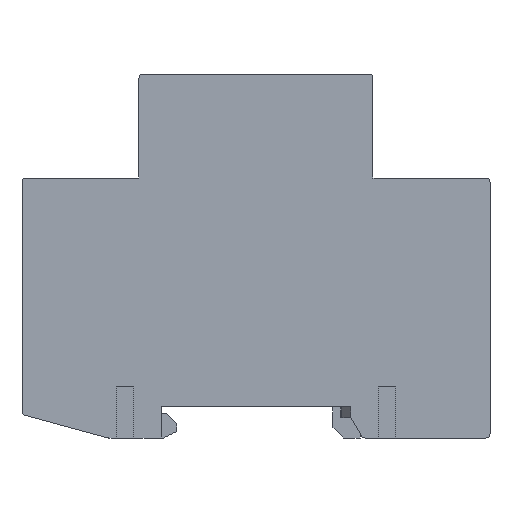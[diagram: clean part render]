
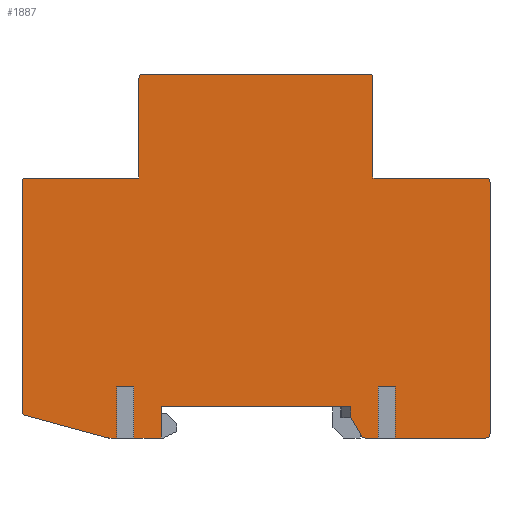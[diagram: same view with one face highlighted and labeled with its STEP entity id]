
A CAD part, left-side view. The second image highlights one B-rep face of the part: STEP entity #1887.
In plain terms, the highlighted planar face has unit normal (-1, 0, 0).
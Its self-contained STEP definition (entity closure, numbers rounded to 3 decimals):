
#1519=CIRCLE('',#6318,0.8);
#1521=CIRCLE('',#6323,0.8);
#1523=CIRCLE('',#6327,0.8);
#1525=CIRCLE('',#6331,0.8);
#1528=CIRCLE('',#6377,0.8);
#1529=CIRCLE('',#6379,0.8);
#1530=CIRCLE('',#6380,0.8);
#1531=CIRCLE('',#6381,0.8);
#1658=FACE_OUTER_BOUND('',#2372,.T.);
#1887=ADVANCED_FACE('39',(#1658),#2119,.T.);
#2119=PLANE('',#6382);
#2372=EDGE_LOOP('',(#3012,#3013,#3014,#3015,#3016,#3017,#3018,#3019,#3020,
#3021,#3022,#3023,#3024,#3025,#3026,#3027,#3028,#3029,#3030,#3031,#3032,
#3033,#3034,#3035,#3036,#3037,#3038,#3039,#3040,#3041));
#3012=ORIENTED_EDGE('',*,*,#4261,.T.);
#3013=ORIENTED_EDGE('',*,*,#4423,.T.);
#3014=ORIENTED_EDGE('',*,*,#4427,.T.);
#3015=ORIENTED_EDGE('',*,*,#4428,.T.);
#3016=ORIENTED_EDGE('',*,*,#4432,.T.);
#3017=ORIENTED_EDGE('',*,*,#4435,.T.);
#3018=ORIENTED_EDGE('',*,*,#4438,.T.);
#3019=ORIENTED_EDGE('',*,*,#4440,.T.);
#3020=ORIENTED_EDGE('',*,*,#4443,.F.);
#3021=ORIENTED_EDGE('',*,*,#4450,.T.);
#3022=ORIENTED_EDGE('',*,*,#4407,.T.);
#3023=ORIENTED_EDGE('',*,*,#4457,.T.);
#3024=ORIENTED_EDGE('',*,*,#4401,.F.);
#3025=ORIENTED_EDGE('',*,*,#4449,.T.);
#3026=ORIENTED_EDGE('',*,*,#4395,.T.);
#3027=ORIENTED_EDGE('',*,*,#4571,.T.);
#3028=ORIENTED_EDGE('',*,*,#4572,.T.);
#3029=ORIENTED_EDGE('',*,*,#4573,.T.);
#3030=ORIENTED_EDGE('',*,*,#4574,.T.);
#3031=ORIENTED_EDGE('',*,*,#4575,.T.);
#3032=ORIENTED_EDGE('',*,*,#4462,.T.);
#3033=ORIENTED_EDGE('',*,*,#4456,.T.);
#3034=ORIENTED_EDGE('',*,*,#4466,.F.);
#3035=ORIENTED_EDGE('',*,*,#4576,.T.);
#3036=ORIENTED_EDGE('',*,*,#4569,.T.);
#3037=ORIENTED_EDGE('',*,*,#4577,.T.);
#3038=ORIENTED_EDGE('',*,*,#4578,.T.);
#3039=ORIENTED_EDGE('',*,*,#4579,.T.);
#3040=ORIENTED_EDGE('',*,*,#4580,.T.);
#3041=ORIENTED_EDGE('',*,*,#4581,.T.);
#3833=VERTEX_POINT('',#7910);
#3834=VERTEX_POINT('',#7912);
#3950=VERTEX_POINT('',#8427);
#3951=VERTEX_POINT('',#8429);
#3953=VERTEX_POINT('',#8435);
#3955=VERTEX_POINT('',#8439);
#3958=VERTEX_POINT('',#8449);
#3959=VERTEX_POINT('',#8451);
#3968=VERTEX_POINT('',#8484);
#3971=VERTEX_POINT('',#8492);
#3972=VERTEX_POINT('',#8496);
#3974=VERTEX_POINT('',#8502);
#3976=VERTEX_POINT('',#8508);
#3978=VERTEX_POINT('',#8514);
#3980=VERTEX_POINT('',#8520);
#3982=VERTEX_POINT('',#8526);
#3986=VERTEX_POINT('',#8543);
#3989=VERTEX_POINT('',#8548);
#3990=VERTEX_POINT('',#8558);
#3993=VERTEX_POINT('',#8568);
#4065=VERTEX_POINT('',#8777);
#4066=VERTEX_POINT('',#8779);
#4067=VERTEX_POINT('',#8783);
#4068=VERTEX_POINT('',#8785);
#4069=VERTEX_POINT('',#8787);
#4070=VERTEX_POINT('',#8789);
#4071=VERTEX_POINT('',#8793);
#4072=VERTEX_POINT('',#8795);
#4073=VERTEX_POINT('',#8797);
#4074=VERTEX_POINT('',#8799);
#4261=EDGE_CURVE('1436',#3834,#3833,#4905,.T.);
#4395=EDGE_CURVE('43',#3951,#3950,#4974,.T.);
#4401=EDGE_CURVE('628',#3955,#3953,#4980,.T.);
#4407=EDGE_CURVE('627',#3958,#3959,#4986,.T.);
#4423=EDGE_CURVE('1416',#3833,#3968,#1519,.T.);
#4427=EDGE_CURVE('1437',#3968,#3971,#5004,.T.);
#4428=EDGE_CURVE('1438',#3971,#3972,#5005,.T.);
#4432=EDGE_CURVE('1420',#3972,#3974,#1521,.T.);
#4435=EDGE_CURVE('1740',#3974,#3976,#5010,.T.);
#4438=EDGE_CURVE('1717',#3976,#3978,#1523,.T.);
#4440=EDGE_CURVE('1723',#3978,#3980,#5013,.T.);
#4443=EDGE_CURVE('1705',#3982,#3980,#1525,.T.);
#4449=EDGE_CURVE('648',#3955,#3951,#5020,.T.);
#4450=EDGE_CURVE('1736',#3982,#3958,#5021,.T.);
#4456=EDGE_CURVE('626',#3986,#3989,#5027,.T.);
#4457=EDGE_CURVE('625',#3959,#3953,#5028,.T.);
#4462=EDGE_CURVE('629',#3990,#3986,#5033,.T.);
#4466=EDGE_CURVE('630',#3993,#3989,#5037,.T.);
#4569=EDGE_CURVE('1709',#4066,#4065,#1528,.T.);
#4571=EDGE_CURVE('44',#3950,#4067,#5140,.T.);
#4572=EDGE_CURVE('45',#4067,#4068,#5141,.T.);
#4573=EDGE_CURVE('1724',#4068,#4069,#5142,.T.);
#4574=EDGE_CURVE('1695',#4069,#4070,#1529,.T.);
#4575=EDGE_CURVE('1737',#4070,#3990,#5143,.T.);
#4576=EDGE_CURVE('1738',#3993,#4066,#5144,.T.);
#4577=EDGE_CURVE('1433',#4065,#4071,#5145,.T.);
#4578=EDGE_CURVE('1424',#4071,#4072,#1530,.T.);
#4579=EDGE_CURVE('1434',#4072,#4073,#5146,.T.);
#4580=EDGE_CURVE('1435',#4073,#4074,#5147,.T.);
#4581=EDGE_CURVE('1412',#4074,#3834,#1531,.T.);
#4905=LINE('',#7911,#5367);
#4974=LINE('',#8428,#5436);
#4980=LINE('',#8440,#5442);
#4986=LINE('',#8452,#5448);
#5004=LINE('',#8493,#5466);
#5005=LINE('',#8495,#5467);
#5010=LINE('',#8510,#5472);
#5013=LINE('',#8519,#5475);
#5020=LINE('',#8535,#5482);
#5021=LINE('',#8536,#5483);
#5027=LINE('',#8549,#5489);
#5028=LINE('',#8551,#5490);
#5033=LINE('',#8561,#5495);
#5037=LINE('',#8569,#5499);
#5140=LINE('',#8782,#5602);
#5141=LINE('',#8784,#5603);
#5142=LINE('',#8786,#5604);
#5143=LINE('',#8790,#5605);
#5144=LINE('',#8791,#5606);
#5145=LINE('',#8792,#5607);
#5146=LINE('',#8796,#5608);
#5147=LINE('',#8798,#5609);
#5367=VECTOR('',#6591,1.);
#5436=VECTOR('',#6714,1.);
#5442=VECTOR('',#6722,1.);
#5448=VECTOR('',#6732,1.);
#5466=VECTOR('',#6772,1.);
#5467=VECTOR('',#6775,1.);
#5472=VECTOR('',#6788,1.);
#5475=VECTOR('',#6799,1.);
#5482=VECTOR('',#6814,1.);
#5483=VECTOR('',#6815,1.);
#5489=VECTOR('',#6825,1.);
#5490=VECTOR('',#6828,1.);
#5495=VECTOR('',#6839,1.);
#5499=VECTOR('',#6847,1.);
#5602=VECTOR('',#7024,1.);
#5603=VECTOR('',#7025,1.);
#5604=VECTOR('',#7026,1.);
#5605=VECTOR('',#7029,1.);
#5606=VECTOR('',#7030,1.);
#5607=VECTOR('',#7031,1.);
#5608=VECTOR('',#7034,1.);
#5609=VECTOR('',#7035,1.);
#6318=AXIS2_PLACEMENT_3D('',#8486,#6764,#6765);
#6323=AXIS2_PLACEMENT_3D('',#8504,#6781,#6782);
#6327=AXIS2_PLACEMENT_3D('',#8516,#6793,#6794);
#6331=AXIS2_PLACEMENT_3D('',#8525,#6804,#6805);
#6377=AXIS2_PLACEMENT_3D('',#8778,#7019,#7020);
#6379=AXIS2_PLACEMENT_3D('',#8788,#7027,#7028);
#6380=AXIS2_PLACEMENT_3D('',#8794,#7032,#7033);
#6381=AXIS2_PLACEMENT_3D('',#8800,#7036,#7037);
#6382=AXIS2_PLACEMENT_3D('',#8801,#7038,#7039);
#6591=DIRECTION('',(0.,1.,0.));
#6714=DIRECTION('',(0.,0.,1.));
#6722=DIRECTION('',(0.,0.,1.));
#6732=DIRECTION('',(0.,0.,1.));
#6764=DIRECTION('',(-1.,0.,0.));
#6765=DIRECTION('',(0.,0.,1.));
#6772=DIRECTION('',(0.,0.,-1.));
#6775=DIRECTION('',(0.,1.,0.));
#6781=DIRECTION('',(-1.,0.,0.));
#6782=DIRECTION('',(0.,0.,1.));
#6788=DIRECTION('',(0.,0.,-1.));
#6793=DIRECTION('',(-1.,0.,0.));
#6794=DIRECTION('',(0.,1.,0.));
#6799=DIRECTION('',(0.,-0.965,-0.262));
#6804=DIRECTION('',(1.,0.,0.));
#6805=DIRECTION('',(0.,0.,-1.));
#6814=DIRECTION('',(0.,-1.,0.));
#6815=DIRECTION('',(0.,-1.,0.));
#6825=DIRECTION('',(0.,-1.,0.));
#6828=DIRECTION('',(0.,-1.,0.));
#6839=DIRECTION('',(0.,0.,1.));
#6847=DIRECTION('',(0.,0.,1.));
#7019=DIRECTION('',(-1.,0.,0.));
#7020=DIRECTION('',(0.,0.,-1.));
#7024=DIRECTION('',(0.,-1.,0.));
#7025=DIRECTION('',(0.,0.,-1.));
#7026=DIRECTION('',(0.,-0.498,-0.867));
#7027=DIRECTION('',(-1.,0.,0.));
#7028=DIRECTION('',(0.,0.867,-0.498));
#7029=DIRECTION('',(0.,-1.,0.));
#7030=DIRECTION('',(0.,-1.,0.));
#7031=DIRECTION('',(0.,0.,1.));
#7032=DIRECTION('',(-1.,0.,0.));
#7033=DIRECTION('',(0.,-1.,0.));
#7034=DIRECTION('',(0.,1.,0.));
#7035=DIRECTION('',(0.,0.,1.));
#7036=DIRECTION('',(-1.,0.,0.));
#7037=DIRECTION('',(0.,-1.,0.));
#7038=DIRECTION('',(-1.,0.,0.));
#7039=DIRECTION('',(0.,-1.,0.));
#7910=CARTESIAN_POINT('',(0.,66.7,70.));
#7911=CARTESIAN_POINT('',(0.,23.3,70.));
#7912=CARTESIAN_POINT('',(0.,23.3,70.));
#8427=CARTESIAN_POINT('',(0.,63.2,6.));
#8428=CARTESIAN_POINT('',(0.,63.2,0.));
#8429=CARTESIAN_POINT('',(0.,63.2,0.));
#8435=CARTESIAN_POINT('',(0.,68.5,10.));
#8439=CARTESIAN_POINT('',(0.,68.5,0.));
#8440=CARTESIAN_POINT('',(0.,68.5,0.));
#8449=CARTESIAN_POINT('',(0.,71.8,0.));
#8451=CARTESIAN_POINT('',(0.,71.8,10.));
#8452=CARTESIAN_POINT('',(0.,71.8,6.));
#8484=CARTESIAN_POINT('',(0.,67.5,69.2));
#8486=CARTESIAN_POINT('',(0.,66.7,69.2));
#8492=CARTESIAN_POINT('',(0.,67.5,50.));
#8493=CARTESIAN_POINT('',(0.,67.5,69.2));
#8495=CARTESIAN_POINT('',(0.,45.,50.));
#8496=CARTESIAN_POINT('',(0.,89.2,50.));
#8502=CARTESIAN_POINT('',(0.,90.,49.2));
#8504=CARTESIAN_POINT('',(0.,89.2,49.2));
#8508=CARTESIAN_POINT('',(0.,90.,5.112));
#8510=CARTESIAN_POINT('',(0.,90.,49.2));
#8514=CARTESIAN_POINT('',(0.,89.409,4.34));
#8516=CARTESIAN_POINT('',(0.,89.2,5.112));
#8519=CARTESIAN_POINT('',(0.,89.409,4.34));
#8520=CARTESIAN_POINT('',(0.,73.503,0.028));
#8525=CARTESIAN_POINT('',(0.,73.293,0.8));
#8526=CARTESIAN_POINT('',(0.,73.293,0.));
#8535=CARTESIAN_POINT('',(0.,45.,0.));
#8536=CARTESIAN_POINT('',(0.,45.,0.));
#8543=CARTESIAN_POINT('',(0.,21.5,10.));
#8548=CARTESIAN_POINT('',(0.,18.2,10.));
#8549=CARTESIAN_POINT('',(0.,21.5,10.));
#8551=CARTESIAN_POINT('',(0.,71.8,10.));
#8558=CARTESIAN_POINT('',(0.,21.5,0.));
#8561=CARTESIAN_POINT('',(0.,21.5,0.));
#8568=CARTESIAN_POINT('',(0.,18.2,0.));
#8569=CARTESIAN_POINT('',(0.,18.2,0.));
#8777=CARTESIAN_POINT('',(0.,0.,0.8));
#8778=CARTESIAN_POINT('',(0.,0.8,0.8));
#8779=CARTESIAN_POINT('',(0.,0.8,0.));
#8782=CARTESIAN_POINT('',(0.,45.,6.));
#8783=CARTESIAN_POINT('',(0.,26.8,6.));
#8784=CARTESIAN_POINT('',(0.,26.8,6.));
#8785=CARTESIAN_POINT('',(0.,26.8,4.));
#8786=CARTESIAN_POINT('',(0.,26.8,4.));
#8787=CARTESIAN_POINT('',(0.,24.731,0.401));
#8788=CARTESIAN_POINT('',(0.,24.037,0.8));
#8789=CARTESIAN_POINT('',(0.,24.037,0.));
#8790=CARTESIAN_POINT('',(0.,24.037,0.));
#8791=CARTESIAN_POINT('',(0.,18.2,0.));
#8792=CARTESIAN_POINT('',(0.,0.,0.8));
#8793=CARTESIAN_POINT('',(0.,0.,49.2));
#8794=CARTESIAN_POINT('',(0.,0.8,49.2));
#8795=CARTESIAN_POINT('',(0.,0.8,50.));
#8796=CARTESIAN_POINT('',(0.,0.8,50.));
#8797=CARTESIAN_POINT('',(0.,22.5,50.));
#8798=CARTESIAN_POINT('',(0.,22.5,50.));
#8799=CARTESIAN_POINT('',(0.,22.5,69.2));
#8800=CARTESIAN_POINT('',(0.,23.3,69.2));
#8801=CARTESIAN_POINT('',(0.,45.,6.));
